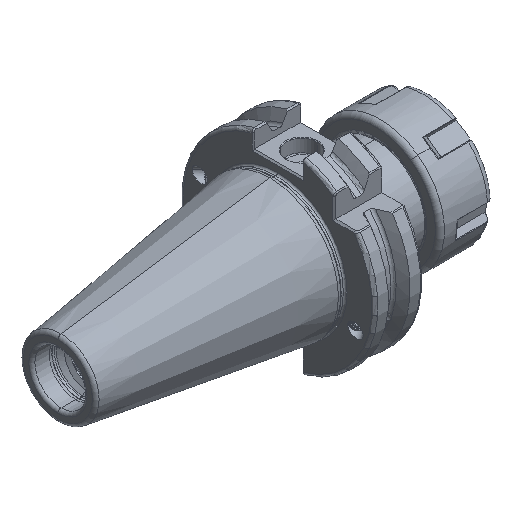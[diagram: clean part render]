
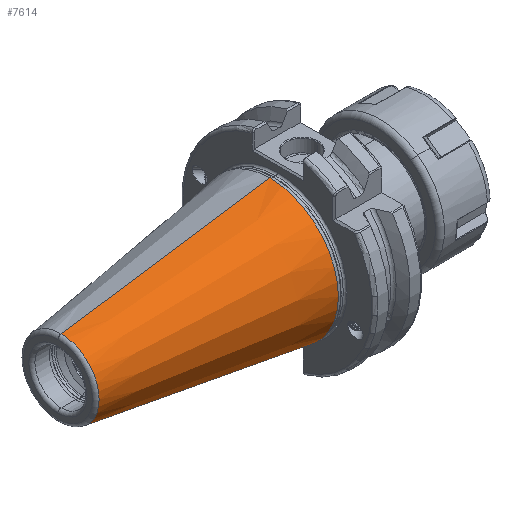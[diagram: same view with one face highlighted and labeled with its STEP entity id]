
A CAD part, isometric view. The second image highlights one B-rep face of the part: STEP entity #7614.
In plain terms, the highlighted conical face has half-angle 8.297 degrees and reference radius 22.692 mm.
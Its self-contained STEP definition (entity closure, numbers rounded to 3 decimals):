
#1836 = CARTESIAN_POINT ( 'NONE',  ( -70.573, 0., 12.4 ) ) ;
#1841 = CARTESIAN_POINT ( 'NONE',  ( -70.573, 0., -12.4 ) ) ;
#1941 = CARTESIAN_POINT ( 'NONE',  ( -2.5, 0., 22.327 ) ) ;
#1953 = CARTESIAN_POINT ( 'NONE',  ( -2.5, 0., -22.327 ) ) ;
#2939 = CARTESIAN_POINT ( 'NONE',  ( -70.573, 0., 0. ) ) ;
#2942 = DIRECTION ( 'NONE',  ( 0., 0., 1. ) ) ;
#2953 = DIRECTION ( 'NONE',  ( 1., 0., 0. ) ) ;
#5049 = DIRECTION ( 'NONE',  ( 1., 0., 0. ) ) ;
#5063 = DIRECTION ( 'NONE',  ( 0., 0., -1. ) ) ;
#5155 = CARTESIAN_POINT ( 'NONE',  ( -2.5, 0., 0. ) ) ;
#7614 = ADVANCED_FACE ( 'NONE', ( #20122 ), #20171, .T. ) ;
#8362 = VERTEX_POINT ( 'NONE', #1836 ) ;
#8394 = VERTEX_POINT ( 'NONE', #1841 ) ;
#8448 = VERTEX_POINT ( 'NONE', #1953 ) ;
#8478 = VERTEX_POINT ( 'NONE', #1941 ) ;
#8842 = EDGE_LOOP ( 'NONE', ( #18862, #18819, #18788, #18854 ) ) ;
#11177 = EDGE_CURVE ( 'NONE', #8362, #8394, #20612, .T. ) ;
#11221 = EDGE_CURVE ( 'NONE', #8478, #8448, #20654, .T. ) ;
#11658 = LINE ( 'NONE', #13720, #11671 ) ;
#11671 = VECTOR ( 'NONE', #13680, 1000. ) ;
#12029 = VECTOR ( 'NONE', #16700, 1000. ) ;
#12044 = LINE ( 'NONE', #16681, #12029 ) ;
#13680 = DIRECTION ( 'NONE',  ( 0.99, 0., -0.144 ) ) ;
#13720 = CARTESIAN_POINT ( 'NONE',  ( 0., 0., -22.692 ) ) ;
#16681 = CARTESIAN_POINT ( 'NONE',  ( 0., 0., 22.692 ) ) ;
#16700 = DIRECTION ( 'NONE',  ( 0.99, 0., 0.144 ) ) ;
#17910 = EDGE_CURVE ( 'NONE', #8394, #8448, #11658, .T. ) ;
#18617 = AXIS2_PLACEMENT_3D ( 'NONE', #24722, #24724, #24725 ) ;
#18660 = EDGE_CURVE ( 'NONE', #8362, #8478, #12044, .T. ) ;
#18788 = ORIENTED_EDGE ( 'NONE', *, *, #17910, .T. ) ;
#18819 = ORIENTED_EDGE ( 'NONE', *, *, #11177, .T. ) ;
#18854 = ORIENTED_EDGE ( 'NONE', *, *, #11221, .F. ) ;
#18862 = ORIENTED_EDGE ( 'NONE', *, *, #18660, .F. ) ;
#20122 = FACE_OUTER_BOUND ( 'NONE', #8842, .T. ) ;
#20171 = CONICAL_SURFACE ( 'NONE', #18617, 22.692, 0.145 ) ;
#20612 = CIRCLE ( 'NONE', #25332, 12.4 ) ;
#20654 = CIRCLE ( 'NONE', #25345, 22.327 ) ;
#24722 = CARTESIAN_POINT ( 'NONE',  ( 0., 0., 0. ) ) ;
#24724 = DIRECTION ( 'NONE',  ( 1., 0., 0. ) ) ;
#24725 = DIRECTION ( 'NONE',  ( 0., 0., -1. ) ) ;
#25332 = AXIS2_PLACEMENT_3D ( 'NONE', #2939, #2953, #2942 ) ;
#25345 = AXIS2_PLACEMENT_3D ( 'NONE', #5155, #5049, #5063 ) ;
